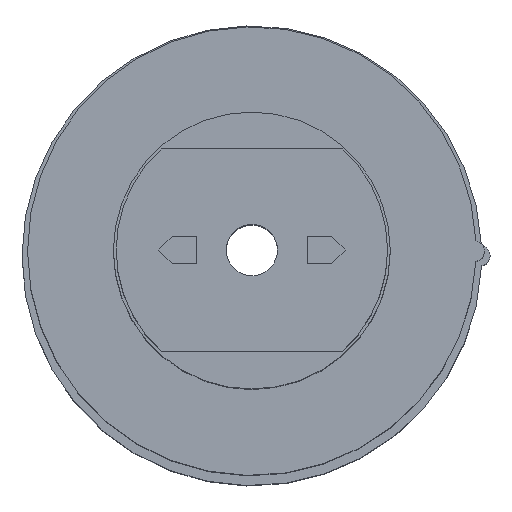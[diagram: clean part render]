
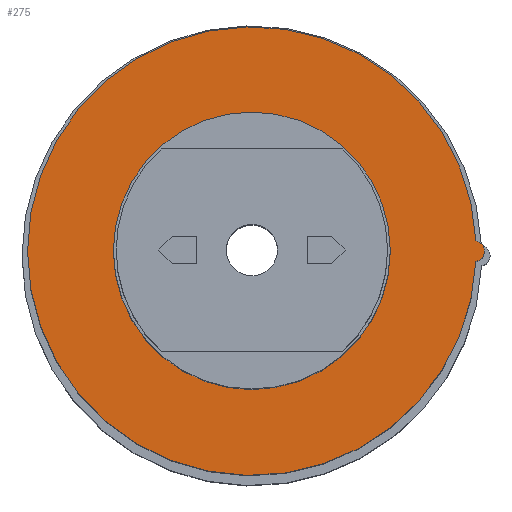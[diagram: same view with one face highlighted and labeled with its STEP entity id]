
A CAD part, top view. The second image highlights one B-rep face of the part: STEP entity #275.
In plain terms, the highlighted planar face has unit normal (0, 0, 1).
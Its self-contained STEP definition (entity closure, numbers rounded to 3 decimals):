
#275=ADVANCED_FACE('',(#585,#586),#587,.F.);
#585=FACE_OUTER_BOUND('',#930,.T.);
#586=FACE_BOUND('',#931,.T.);
#587=PLANE('',#932);
#930=EDGE_LOOP('',(#1663,#1664,#1665));
#931=EDGE_LOOP('',(#1666,#1667));
#932=AXIS2_PLACEMENT_3D('',#1668,#1669,#1670);
#1663=ORIENTED_EDGE('',*,*,#2266,.F.);
#1664=ORIENTED_EDGE('',*,*,#2262,.T.);
#1665=ORIENTED_EDGE('',*,*,#2119,.T.);
#1666=ORIENTED_EDGE('',*,*,#2267,.F.);
#1667=ORIENTED_EDGE('',*,*,#2268,.T.);
#1668=CARTESIAN_POINT('',(0.,0.,225.8));
#1669=DIRECTION('',(0.,0.0,-1.0));
#1670=DIRECTION('',(1.0,0.,0.));
#2119=EDGE_CURVE('',#2551,#2555,#2557,.T.);
#2262=EDGE_CURVE('',#2756,#2551,#2757,.T.);
#2266=EDGE_CURVE('',#2756,#2555,#2762,.T.);
#2267=EDGE_CURVE('',#2763,#2764,#2765,.T.);
#2268=EDGE_CURVE('',#2763,#2764,#2766,.T.);
#2551=VERTEX_POINT('',#3379);
#2555=VERTEX_POINT('',#3384);
#2557=CIRCLE('',#3387,16.2);
#2756=VERTEX_POINT('',#3740);
#2757=CIRCLE('',#3741,16.2);
#2762=CIRCLE('',#3747,0.75);
#2763=VERTEX_POINT('',#3748);
#2764=VERTEX_POINT('',#3749);
#2765=CIRCLE('',#3750,10.0);
#2766=CIRCLE('',#3751,10.0);
#3379=CARTESIAN_POINT('',(-16.2,0.,225.8));
#3384=CARTESIAN_POINT('',(16.183,-0.738,225.8));
#3387=AXIS2_PLACEMENT_3D('',#4171,#4172,#4173);
#3740=CARTESIAN_POINT('',(16.183,0.738,225.8));
#3741=AXIS2_PLACEMENT_3D('',#4360,#4361,#4362);
#3747=AXIS2_PLACEMENT_3D('',#4367,#4368,#4369);
#3748=CARTESIAN_POINT('',(-10.,0.,225.8));
#3749=CARTESIAN_POINT('',(10.0,0.,225.8));
#3750=AXIS2_PLACEMENT_3D('',#4370,#4371,#4372);
#3751=AXIS2_PLACEMENT_3D('',#4373,#4374,#4375);
#4171=CARTESIAN_POINT('',(0.,0.,225.8));
#4172=DIRECTION('',(0.,0.,1.0));
#4173=DIRECTION('',(0.999,0.046,0.));
#4360=CARTESIAN_POINT('',(0.,0.,225.8));
#4361=DIRECTION('',(0.,0.,1.0));
#4362=DIRECTION('',(0.999,0.046,0.));
#4367=CARTESIAN_POINT('',(16.05,0.,225.8));
#4368=DIRECTION('',(0.,0.0,-1.0));
#4369=DIRECTION('',(0.178,0.984,0.));
#4370=CARTESIAN_POINT('',(0.,0.,225.8));
#4371=DIRECTION('',(0.,0.,1.0));
#4372=DIRECTION('',(-1.0,0.,0.));
#4373=CARTESIAN_POINT('',(0.,0.,225.8));
#4374=DIRECTION('',(0.,0.,-1.0));
#4375=DIRECTION('',(-1.0,0.,0.));
